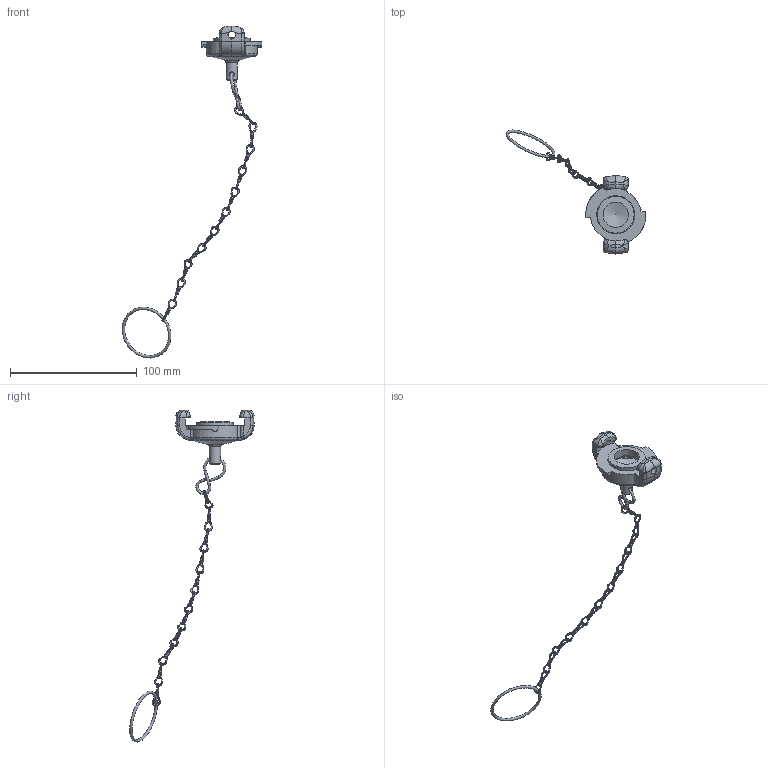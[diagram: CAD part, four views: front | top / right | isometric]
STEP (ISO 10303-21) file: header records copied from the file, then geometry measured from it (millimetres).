
FILE_DESCRIPTION(/* description */ (''),/* implementation_level */ '2;1');
FILE_NAME(/* name */ 'ackm.stp',/* time_stamp */ '2020-04-08T13:37:07+02:00',/* author */ ('schnellinger'),/* organization */ (''),/* preprocessor_version */ 'ST-DEVELOPER v17',/* originating_system */ 'Autodesk Inventor 2018',/* authorisation */ '0 mm^3');
FILE_SCHEMA (('AUTOMOTIVE_DESIGN { 1 0 10303 214 3 1 1 }'));
Products named in the file (1): LUE_00025616_Shrinkwrap_1
Bounding box: 110.34 x 98.36 x 262.2 mm (x, y, z)
Volume: 21801 mm3; surface area: 14960.6 mm2
Topology: 15 solids, 15 shells, 444 faces, 1342 edges, 869 vertices
Faces by surface type: bspline 338, cylinder 57, plane 35, torus 9, cone 5
Full cylindrical faces by diameter (mm): 2 x3, 4 x1, 6 x2, 9 x1, 20 x1, 29 x1, 30 x1, 34.5 x1, 35 x1
Entity records: 53303 total; most frequent: CARTESIAN_POINT 41831, ORIENTED_EDGE 2662, DIRECTION 1983, EDGE_CURVE 1331, AXIS2_PLACEMENT_3D 885, VERTEX_POINT 869, EDGE_LOOP 472, STYLED_ITEM 459
